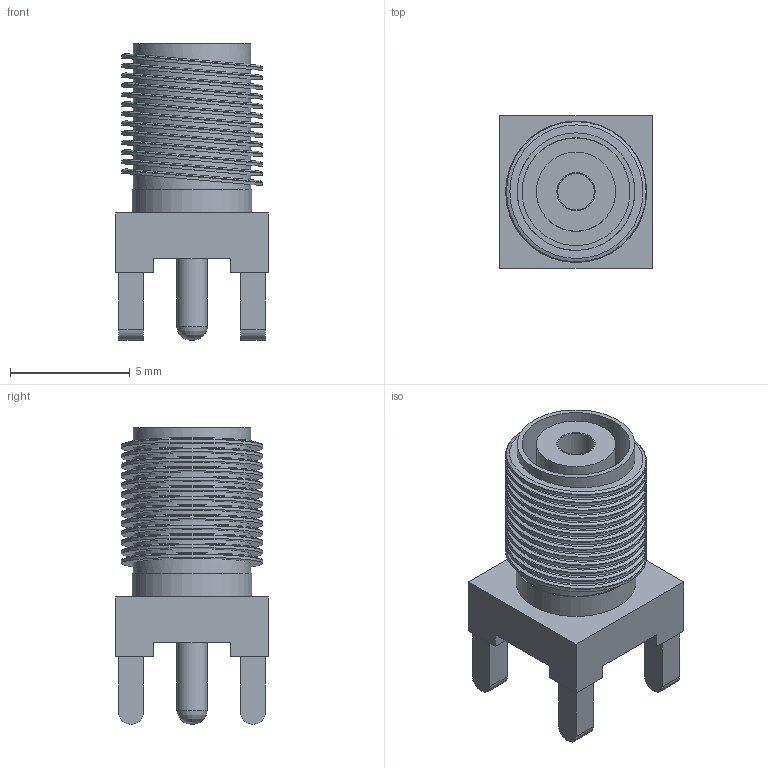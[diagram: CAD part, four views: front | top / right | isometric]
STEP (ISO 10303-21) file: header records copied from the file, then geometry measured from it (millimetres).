
FILE_DESCRIPTION(/* description */ ('model of SMA_Amphenol_132134-11_Vertical'),/* implementation_level */ '2;1');
FILE_NAME(/* name */ 'SMA_Amphenol_132134-11_Vertical.step',/* time_stamp */ '2019-07-10T17:36:58',/* author */ ('kicad StepUp','ksu'),/* organization */ ('FreeCAD'),/* preprocessor_version */ 'OCC',/* originating_system */ 'kicad StepUp',/* authorisation */ '');
FILE_SCHEMA(('AUTOMOTIVE_DESIGN { 1 0 10303 214 1 1 1 1 }'));
Length unit declared in the file: millimetre
Products named in the file (1): SMA_Amphenol_132134_11
Bounding box: 6.35 x 6.35 x 12.35 mm (x, y, z)
Volume: 198.4 mm3; surface area: 689.7 mm2
Topology: 1 solids, 1 shells, 138 faces, 271 edges, 172 vertices
Faces by surface type: plane 71, cylinder 40, cone 26, revolution 1
Full cylindrical faces by diameter (mm): 1.27 x1, 1.52 x1, 3.3 x1, 4.5 x1, 4.9 x14, 5 x1, 5.889 x13
Entity records: 4525 total; most frequent: DIRECTION 657, CARTESIAN_POINT 592, ORIENTED_EDGE 542, EDGE_CURVE 271, AXIS2_PLACEMENT_3D 247, FACE_BOUND 175, EDGE_LOOP 175, VERTEX_POINT 172
